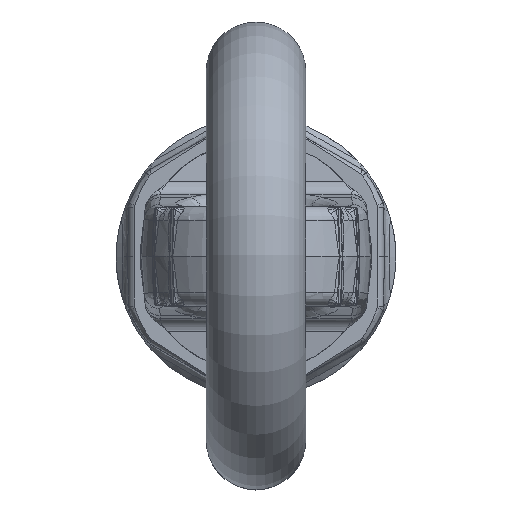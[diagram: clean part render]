
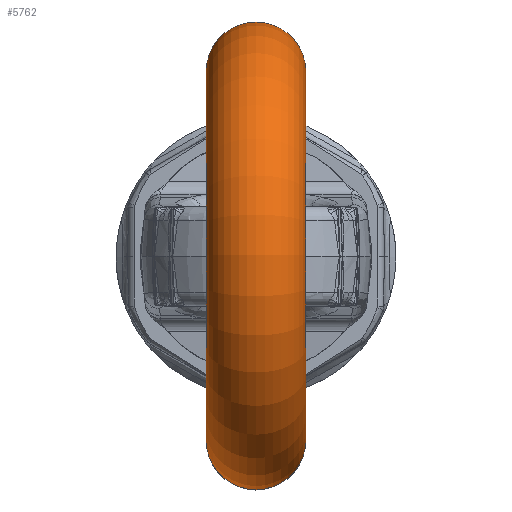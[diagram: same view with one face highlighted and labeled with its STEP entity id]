
A CAD part, top view. The second image highlights one B-rep face of the part: STEP entity #5762.
In plain terms, the highlighted toroidal (fillet/blend) face has major radius 24 mm and minor radius 6.5 mm.
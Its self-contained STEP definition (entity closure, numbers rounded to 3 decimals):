
#5622=CARTESIAN_POINT('Axis2P3D Location',(0.,0.,33.899)) ;
#5627=CARTESIAN_POINT('Axis2P3D Location',(-6.5,0.,33.899)) ;
#5631=CARTESIAN_POINT('Vertex',(-6.5,24.,33.899)) ;
#5633=CARTESIAN_POINT('Vertex',(-6.5,-24.,33.899)) ;
#5640=CARTESIAN_POINT('Vertex',(6.5,24.,33.899)) ;
#5643=CARTESIAN_POINT('Axis2P3D Location',(6.5,0.,33.899)) ;
#5647=CARTESIAN_POINT('Vertex',(6.5,-24.,33.899)) ;
#5746=CARTESIAN_POINT('Axis2P3D Location',(0.,24.,33.899)) ;
#5751=CARTESIAN_POINT('Axis2P3D Location',(0.,-24.,33.899)) ;
#5623=DIRECTION('Axis2P3D Direction',(1.,0.,0.)) ;
#5624=DIRECTION('Axis2P3D XDirection',(0.,1.,0.)) ;
#5628=DIRECTION('Axis2P3D Direction',(1.,0.,0.)) ;
#5644=DIRECTION('Axis2P3D Direction',(1.,0.,0.)) ;
#5747=DIRECTION('Axis2P3D Direction',(0.,0.,-1.)) ;
#5752=DIRECTION('Axis2P3D Direction',(-0.,0.,1.)) ;
#5625=AXIS2_PLACEMENT_3D('Torus Axis2P3D',#5622,#5623,#5624) ;
#5629=AXIS2_PLACEMENT_3D('Circle Axis2P3D',#5627,#5628,$) ;
#5645=AXIS2_PLACEMENT_3D('Circle Axis2P3D',#5643,#5644,$) ;
#5748=AXIS2_PLACEMENT_3D('Circle Axis2P3D',#5746,#5747,$) ;
#5753=AXIS2_PLACEMENT_3D('Circle Axis2P3D',#5751,#5752,$) ;
#5757=ORIENTED_EDGE('',*,*,#5649,.F.) ;
#5758=ORIENTED_EDGE('',*,*,#5750,.T.) ;
#5759=ORIENTED_EDGE('',*,*,#5635,.T.) ;
#5760=ORIENTED_EDGE('',*,*,#5755,.F.) ;
#5762=ADVANCED_FACE('\X2\710A63A574B0\X0\',(#5761),#5626,.T.) ;
#5630=CIRCLE('generated circle',#5629,24.) ;
#5646=CIRCLE('generated circle',#5645,24.) ;
#5749=CIRCLE('generated circle',#5748,6.5) ;
#5754=CIRCLE('generated circle',#5753,6.5) ;
#5626=TOROIDAL_SURFACE('homeo Torus',#5625,24.,6.5) ;
#5635=EDGE_CURVE('',#5632,#5634,#5630,.T.) ;
#5649=EDGE_CURVE('',#5641,#5648,#5646,.T.) ;
#5750=EDGE_CURVE('',#5641,#5632,#5749,.F.) ;
#5755=EDGE_CURVE('',#5648,#5634,#5754,.F.) ;
#5756=EDGE_LOOP('',(#5757,#5758,#5759,#5760)) ;
#5761=FACE_OUTER_BOUND('',#5756,.T.) ;
#5632=VERTEX_POINT('',#5631) ;
#5634=VERTEX_POINT('',#5633) ;
#5641=VERTEX_POINT('',#5640) ;
#5648=VERTEX_POINT('',#5647) ;
